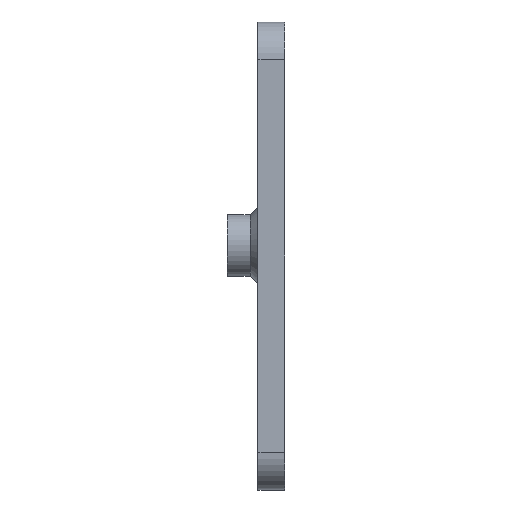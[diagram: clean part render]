
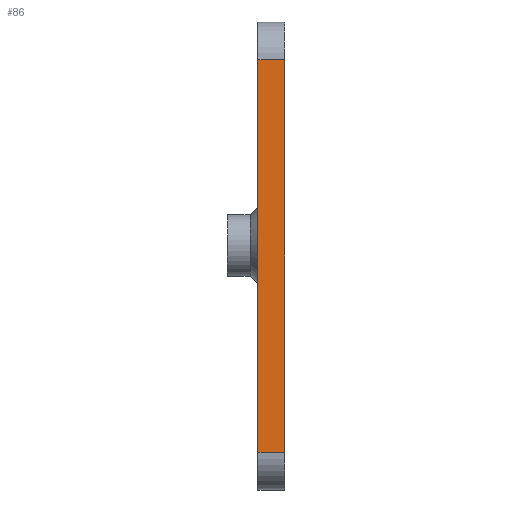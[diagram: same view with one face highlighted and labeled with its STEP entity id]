
A CAD part, left-side view. The second image highlights one B-rep face of the part: STEP entity #86.
In plain terms, the highlighted planar face has unit normal (-1, 0, 0).
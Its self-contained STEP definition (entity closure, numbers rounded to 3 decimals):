
#86 = ADVANCED_FACE ( 'NONE', ( #3866 ), #1374, .T. ) ;
#234 = VECTOR ( 'NONE', #1568, 1000. ) ;
#535 = ORIENTED_EDGE ( 'NONE', *, *, #1128, .T. ) ;
#671 = EDGE_CURVE ( 'NONE', #1256, #1066, #1830, .T. ) ;
#682 = LINE ( 'NONE', #963, #234 ) ;
#963 = CARTESIAN_POINT ( 'NONE',  ( -63.9, 183.89, 48.5 ) ) ;
#996 = VECTOR ( 'NONE', #2087, 1000. ) ;
#1034 = ORIENTED_EDGE ( 'NONE', *, *, #1125, .F. ) ;
#1066 = VERTEX_POINT ( 'NONE', #3635 ) ;
#1070 = CARTESIAN_POINT ( 'NONE',  ( -63.9, 183.89, 48.5 ) ) ;
#1077 = EDGE_CURVE ( 'NONE', #1199, #3421, #1762, .T. ) ;
#1125 = EDGE_CURVE ( 'NONE', #3421, #1256, #682, .T. ) ;
#1128 = EDGE_CURVE ( 'NONE', #1199, #1066, #2504, .T. ) ;
#1132 = DIRECTION ( 'NONE',  ( 0., 0., 1. ) ) ;
#1199 = VERTEX_POINT ( 'NONE', #1629 ) ;
#1256 = VERTEX_POINT ( 'NONE', #2238 ) ;
#1339 = CARTESIAN_POINT ( 'NONE',  ( -63.9, 7., 48.5 ) ) ;
#1374 = PLANE ( 'NONE',  #2017 ) ;
#1568 = DIRECTION ( 'NONE',  ( 0., -1., 0. ) ) ;
#1629 = CARTESIAN_POINT ( 'NONE',  ( -63.9, 7., -54. ) ) ;
#1661 = EDGE_LOOP ( 'NONE', ( #1992, #535, #3052, #1034 ) ) ;
#1762 = LINE ( 'NONE', #3600, #2762 ) ;
#1830 = LINE ( 'NONE', #2394, #996 ) ;
#1992 = ORIENTED_EDGE ( 'NONE', *, *, #1077, .F. ) ;
#2017 = AXIS2_PLACEMENT_3D ( 'NONE', #1070, #2335, #1132 ) ;
#2087 = DIRECTION ( 'NONE',  ( 0., 0., -1. ) ) ;
#2123 = DIRECTION ( 'NONE',  ( 0., 0., 1. ) ) ;
#2181 = CARTESIAN_POINT ( 'NONE',  ( -63.9, 183.89, -54. ) ) ;
#2238 = CARTESIAN_POINT ( 'NONE',  ( -63.9, 0., 48.5 ) ) ;
#2335 = DIRECTION ( 'NONE',  ( -1., 0., 0. ) ) ;
#2356 = VECTOR ( 'NONE', #3377, 1000. ) ;
#2394 = CARTESIAN_POINT ( 'NONE',  ( -63.9, 0., 48.5 ) ) ;
#2504 = LINE ( 'NONE', #2181, #2356 ) ;
#2762 = VECTOR ( 'NONE', #2123, 1000. ) ;
#3052 = ORIENTED_EDGE ( 'NONE', *, *, #671, .F. ) ;
#3377 = DIRECTION ( 'NONE',  ( 0., -1., 0. ) ) ;
#3421 = VERTEX_POINT ( 'NONE', #1339 ) ;
#3600 = CARTESIAN_POINT ( 'NONE',  ( -63.9, 7., 48.5 ) ) ;
#3635 = CARTESIAN_POINT ( 'NONE',  ( -63.9, 0., -54. ) ) ;
#3866 = FACE_OUTER_BOUND ( 'NONE', #1661, .T. ) ;
